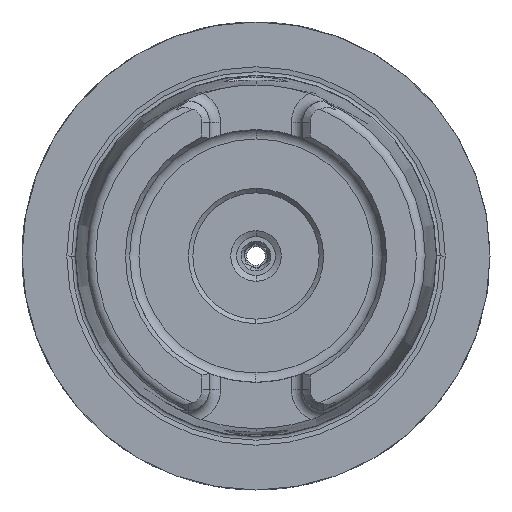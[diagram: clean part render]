
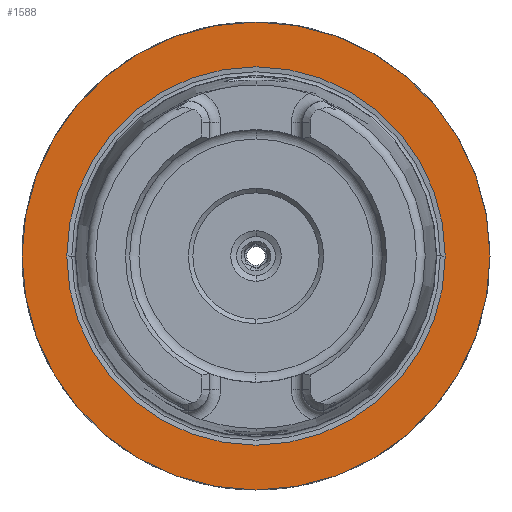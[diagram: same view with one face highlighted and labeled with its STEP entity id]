
A CAD part, left-side view. The second image highlights one B-rep face of the part: STEP entity #1588.
In plain terms, the highlighted planar face has unit normal (-1, 0, 0).
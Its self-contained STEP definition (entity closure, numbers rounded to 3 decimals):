
#57 = CARTESIAN_POINT ( 'NONE',  ( -26., -25.474, 0. ) ) ;
#195 = AXIS2_PLACEMENT_3D ( 'NONE', #5185, #1673, #5783 ) ;
#413 = CARTESIAN_POINT ( 'NONE',  ( -26., 0., 0. ) ) ;
#539 = VERTEX_POINT ( 'NONE', #57 ) ;
#923 = ORIENTED_EDGE ( 'NONE', *, *, #3854, .T. ) ;
#1010 = DIRECTION ( 'NONE',  ( 0., 0., 1. ) ) ;
#1361 = FACE_OUTER_BOUND ( 'NONE', #1610, .T. ) ;
#1534 = CARTESIAN_POINT ( 'NONE',  ( -26., 0., 31.5 ) ) ;
#1588 = ADVANCED_FACE ( 'NONE', ( #4470, #1361 ), #6027, .F. ) ;
#1610 = EDGE_LOOP ( 'NONE', ( #2154, #923 ) ) ;
#1654 = VERTEX_POINT ( 'NONE', #6815 ) ;
#1673 = DIRECTION ( 'NONE',  ( -1., 0., 0. ) ) ;
#2012 = DIRECTION ( 'NONE',  ( 1., 0., 0. ) ) ;
#2046 = DIRECTION ( 'NONE',  ( 0., 0., -1. ) ) ;
#2154 = ORIENTED_EDGE ( 'NONE', *, *, #6179, .T. ) ;
#2186 = CIRCLE ( 'NONE', #2681, 25.474 ) ;
#2354 = CARTESIAN_POINT ( 'NONE',  ( -26., 0., -31.5 ) ) ;
#2506 = VERTEX_POINT ( 'NONE', #1534 ) ;
#2681 = AXIS2_PLACEMENT_3D ( 'NONE', #5531, #2012, #6125 ) ;
#3212 = DIRECTION ( 'NONE',  ( 1., 0., 0. ) ) ;
#3308 = AXIS2_PLACEMENT_3D ( 'NONE', #4384, #5576, #2046 ) ;
#3326 = AXIS2_PLACEMENT_3D ( 'NONE', #413, #4500, #1010 ) ;
#3579 = EDGE_CURVE ( 'NONE', #1654, #539, #2186, .T. ) ;
#3745 = CIRCLE ( 'NONE', #7495, 25.474 ) ;
#3854 = EDGE_CURVE ( 'NONE', #6395, #2506, #4944, .T. ) ;
#4380 = EDGE_CURVE ( 'NONE', #539, #1654, #3745, .T. ) ;
#4384 = CARTESIAN_POINT ( 'NONE',  ( -26., 31.5, 0. ) ) ;
#4470 = FACE_BOUND ( 'NONE', #7263, .T. ) ;
#4500 = DIRECTION ( 'NONE',  ( -1., 0., 0. ) ) ;
#4944 = CIRCLE ( 'NONE', #195, 31.5 ) ;
#5185 = CARTESIAN_POINT ( 'NONE',  ( -26., 0., 0. ) ) ;
#5531 = CARTESIAN_POINT ( 'NONE',  ( -26., 0., 0. ) ) ;
#5576 = DIRECTION ( 'NONE',  ( 1., 0., 0. ) ) ;
#5747 = CIRCLE ( 'NONE', #3326, 31.5 ) ;
#5783 = DIRECTION ( 'NONE',  ( 0., 0., 1. ) ) ;
#6027 = PLANE ( 'NONE',  #3308 ) ;
#6125 = DIRECTION ( 'NONE',  ( 0., 1., 0. ) ) ;
#6179 = EDGE_CURVE ( 'NONE', #2506, #6395, #5747, .T. ) ;
#6395 = VERTEX_POINT ( 'NONE', #2354 ) ;
#6717 = CARTESIAN_POINT ( 'NONE',  ( -26., 0., 0. ) ) ;
#6786 = ORIENTED_EDGE ( 'NONE', *, *, #3579, .T. ) ;
#6815 = CARTESIAN_POINT ( 'NONE',  ( -26., 25.474, 0. ) ) ;
#7215 = ORIENTED_EDGE ( 'NONE', *, *, #4380, .T. ) ;
#7263 = EDGE_LOOP ( 'NONE', ( #7215, #6786 ) ) ;
#7311 = DIRECTION ( 'NONE',  ( 0., 1., 0. ) ) ;
#7495 = AXIS2_PLACEMENT_3D ( 'NONE', #6717, #3212, #7311 ) ;
